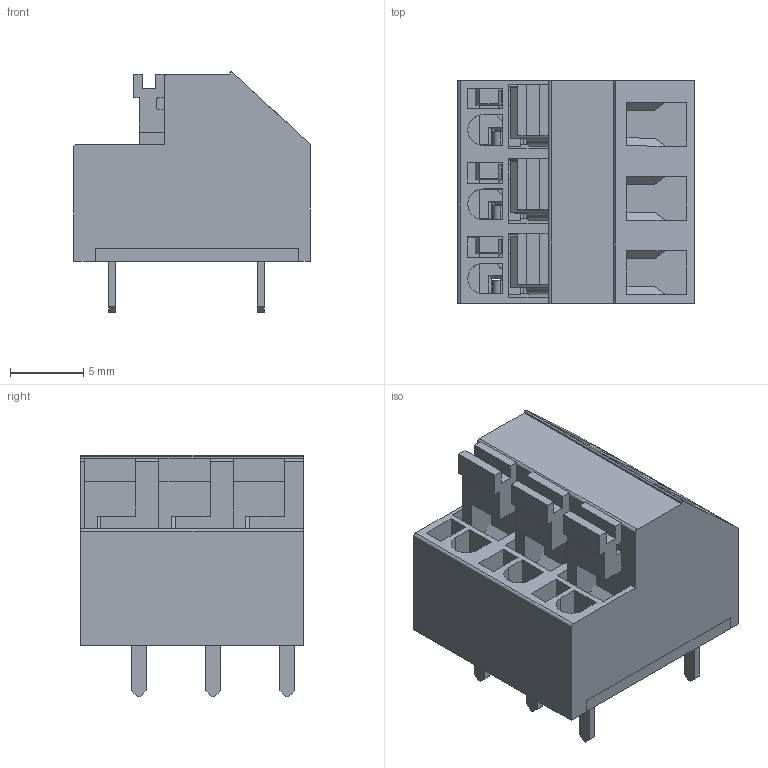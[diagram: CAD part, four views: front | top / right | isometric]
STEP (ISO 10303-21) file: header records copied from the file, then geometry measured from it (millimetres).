
FILE_DESCRIPTION(/* description */ ('Unknown'),/* implementation_level */ '2;1');
FILE_NAME(/* name */ '691415520003',/* time_stamp */ '2025-12-23T16:03:06+01:00',/* author */ ('Unknown'),/* organization */ ('Unknown'),/* preprocessor_version */ 'ST-DEVELOPER v19.4',/* originating_system */ 'Solid Edge',/* authorisation */ 'Unknown');
FILE_SCHEMA (('AUTOMOTIVE_DESIGN {1 0 10303 214 3 1 1}'));
Length unit declared in the file: millimetre
Products named in the file (6): 6914155200xx; 691415520003; 691415520003_2; 6914155200xx_Contact2; 6914155200xx_Contact; 6914155200xx_Lever
Assembly tree (11 placements, depth 2):
  6914155200xx
    691415520003
    691415520003_2
    6914155200xx_Contact2  x3
    6914155200xx_Contact  x3
    6914155200xx_Lever  x3
Bounding box: 16.2 x 15.24 x 16.5 mm (x, y, z)
Volume: 1430.2 mm3; surface area: 4711.4 mm2
Topology: 11 solids, 11 shells, 784 faces, 2181 edges, 1434 vertices
Faces by surface type: plane 610, cylinder 144, torus 24, bspline 6
Full cylindrical faces by diameter (mm): 1 x6, 1.2 x12, 1.8 x3
Entity records: 16207 total; most frequent: CARTESIAN_POINT 2854, ORIENTED_EDGE 2780, DIRECTION 2608, EDGE_CURVE 1390, LINE 1204, VECTOR 1204, VERTEX_POINT 916, AXIS2_PLACEMENT_3D 702
